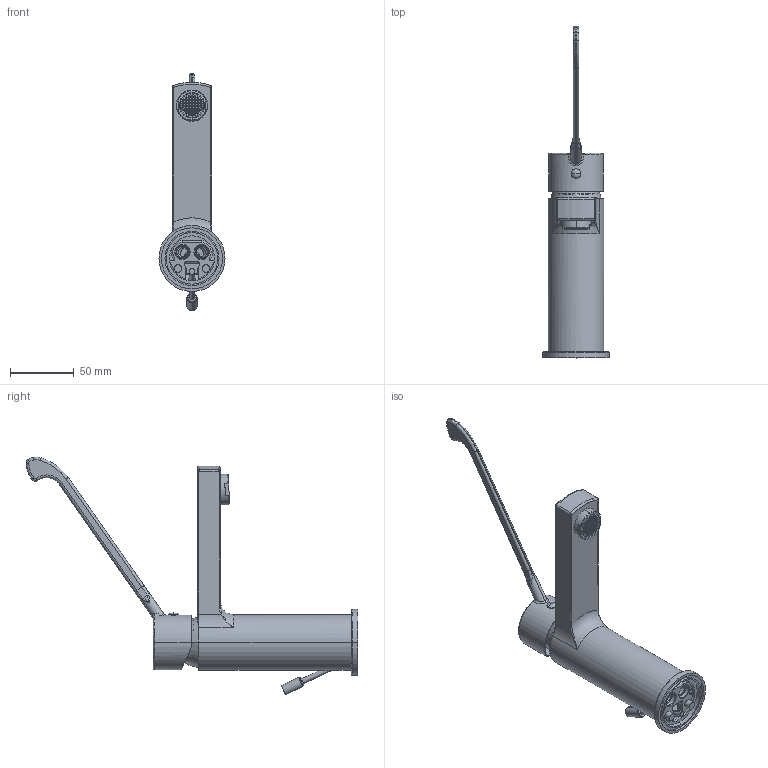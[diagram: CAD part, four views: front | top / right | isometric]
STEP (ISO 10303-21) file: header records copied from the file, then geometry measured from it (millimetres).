
FILE_DESCRIPTION((''),'2;1');
FILE_NAME('RIN305CR','2021-09-16T15:32:51',('ut3'),('PAFFONI SpA'),'CREO PARAMETRIC BY PTC INC, 2020044','CREO PARAMETRIC BY PTC INC, 2020044','');
FILE_SCHEMA(('CONFIG_CONTROL_DESIGN','SHAPE_APPEARANCE_LAYERS_GROUPS'));
Products named in the file (1): RIN305CR
Bounding box: 52 x 260.63 x 186.66 mm (x, y, z)
Volume: 176398 mm3; surface area: 106680.5 mm2
Topology: 4 solids, 4 shells, 3361 faces, 9688 edges, 6296 vertices
Faces by surface type: plane 2385, cylinder 537, cone 170, bspline 116, torus 114, sphere 35, extrusion 4
Entity records: 153835 total; most frequent: CARTESIAN_POINT 32415, ORIENTED_EDGE 19352, DIRECTION 18383, EDGE_CURVE 9676, VERTEX_POINT 6296, VECTOR 6285, LINE 6281, AXIS2_PLACEMENT_3D 6049
